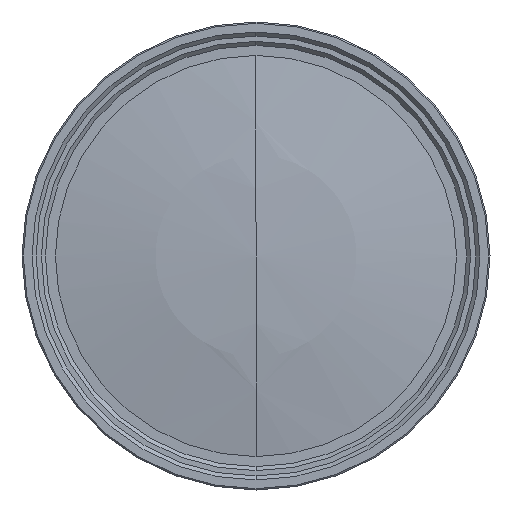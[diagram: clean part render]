
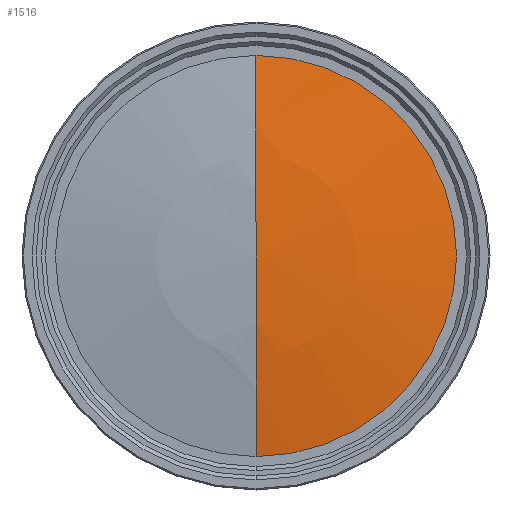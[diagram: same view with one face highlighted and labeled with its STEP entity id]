
A CAD part, left-side view. The second image highlights one B-rep face of the part: STEP entity #1516.
In plain terms, the highlighted spherical face has radius 84.29 mm.
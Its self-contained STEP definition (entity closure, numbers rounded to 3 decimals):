
#1472 = VERTEX_POINT('',#1473);
#1473 = CARTESIAN_POINT('',(-52.555,-15.,0.));
#1480 = VERTEX_POINT('',#1481);
#1481 = CARTESIAN_POINT('',(-52.555,15.,0.));
#1502 = EDGE_CURVE('',#1480,#1472,#1503,.T.);
#1503 = CIRCLE('',#1504,15.);
#1504 = AXIS2_PLACEMENT_3D('',#1505,#1506,#1507);
#1505 = CARTESIAN_POINT('',(-52.555,0.,0.));
#1506 = DIRECTION('',(1.,0.,0.));
#1507 = DIRECTION('',(-0.,1.,0.));
#1516 = ADVANCED_FACE('',(#1517),#1536,.T.);
#1517 = FACE_BOUND('',#1518,.T.);
#1518 = EDGE_LOOP('',(#1519,#1528,#1529));
#1519 = ORIENTED_EDGE('',*,*,#1520,.F.);
#1520 = EDGE_CURVE('',#1472,#1521,#1523,.T.);
#1521 = VERTEX_POINT('',#1522);
#1522 = CARTESIAN_POINT('',(-53.9,0.,0.));
#1523 = CIRCLE('',#1524,84.29);
#1524 = AXIS2_PLACEMENT_3D('',#1525,#1526,#1527);
#1525 = CARTESIAN_POINT('',(30.39,0.,0.));
#1526 = DIRECTION('',(0.,0.,-1.));
#1527 = DIRECTION('',(-0.984,-0.178,-0.));
#1528 = ORIENTED_EDGE('',*,*,#1502,.F.);
#1529 = ORIENTED_EDGE('',*,*,#1530,.T.);
#1530 = EDGE_CURVE('',#1480,#1521,#1531,.T.);
#1531 = CIRCLE('',#1532,84.29);
#1532 = AXIS2_PLACEMENT_3D('',#1533,#1534,#1535);
#1533 = CARTESIAN_POINT('',(30.39,0.,0.));
#1534 = DIRECTION('',(0.,0.,1.));
#1535 = DIRECTION('',(-0.984,0.178,0.));
#1536 = SPHERICAL_SURFACE('',#1537,84.29);
#1537 = AXIS2_PLACEMENT_3D('',#1538,#1539,#1540);
#1538 = CARTESIAN_POINT('',(30.39,0.,0.));
#1539 = DIRECTION('',(-1.,0.,0.));
#1540 = DIRECTION('',(0.,1.,0.));
